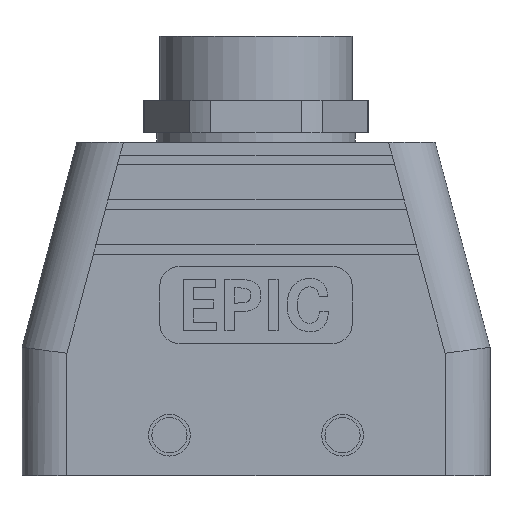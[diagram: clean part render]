
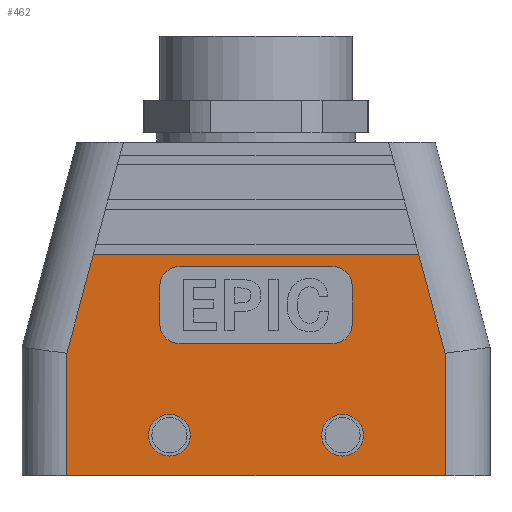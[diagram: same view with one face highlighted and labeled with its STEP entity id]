
A CAD part, front view. The second image highlights one B-rep face of the part: STEP entity #462.
In plain terms, the highlighted planar face has unit normal (0, -1, 0).
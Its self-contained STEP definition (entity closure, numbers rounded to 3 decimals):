
#462 = ADVANCED_FACE( '', ( #1007, #1008, #1009, #1010 ), #1011, .F. );
#1007 = FACE_BOUND( '', #1619, .T. );
#1008 = FACE_OUTER_BOUND( '', #1620, .T. );
#1009 = FACE_BOUND( '', #1621, .T. );
#1010 = FACE_BOUND( '', #1622, .T. );
#1011 = PLANE( '', #1623 );
#1619 = EDGE_LOOP( '', ( #2956 ) );
#1620 = EDGE_LOOP( '', ( #2957, #2958, #2959, #2960, #2961, #2962 ) );
#1621 = EDGE_LOOP( '', ( #2963 ) );
#1622 = EDGE_LOOP( '', ( #2964, #2965, #2966, #2967, #2968, #2969, #2970, #2971 ) );
#1623 = AXIS2_PLACEMENT_3D( '', #2972, #2973, #2974 );
#2956 = ORIENTED_EDGE( '', *, *, #3471, .T. );
#2957 = ORIENTED_EDGE( '', *, *, #3841, .F. );
#2958 = ORIENTED_EDGE( '', *, *, #3900, .F. );
#2959 = ORIENTED_EDGE( '', *, *, #3915, .T. );
#2960 = ORIENTED_EDGE( '', *, *, #3962, .T. );
#2961 = ORIENTED_EDGE( '', *, *, #3480, .T. );
#2962 = ORIENTED_EDGE( '', *, *, #3963, .F. );
#2963 = ORIENTED_EDGE( '', *, *, #3620, .F. );
#2964 = ORIENTED_EDGE( '', *, *, #3818, .T. );
#2965 = ORIENTED_EDGE( '', *, *, #3780, .T. );
#2966 = ORIENTED_EDGE( '', *, *, #3802, .T. );
#2967 = ORIENTED_EDGE( '', *, *, #3964, .T. );
#2968 = ORIENTED_EDGE( '', *, *, #3740, .T. );
#2969 = ORIENTED_EDGE( '', *, *, #3965, .T. );
#2970 = ORIENTED_EDGE( '', *, *, #3544, .T. );
#2971 = ORIENTED_EDGE( '', *, *, #3758, .T. );
#2972 = CARTESIAN_POINT( '', ( -36.5, -21.5, 20. ) );
#2973 = DIRECTION( '', ( 0., 1., 0. ) );
#2974 = DIRECTION( '', ( -1., 0., 0. ) );
#3471 = EDGE_CURVE( '', #4084, #4084, #4085, .T. );
#3480 = EDGE_CURVE( '', #4102, #4100, #4103, .T. );
#3544 = EDGE_CURVE( '', #4215, #4216, #4217, .T. );
#3620 = EDGE_CURVE( '', #4343, #4343, #4344, .T. );
#3740 = EDGE_CURVE( '', #4534, #4535, #4536, .T. );
#3758 = EDGE_CURVE( '', #4216, #4560, #4561, .T. );
#3780 = EDGE_CURVE( '', #4594, #4595, #4596, .T. );
#3802 = EDGE_CURVE( '', #4595, #4629, #4630, .T. );
#3818 = EDGE_CURVE( '', #4560, #4594, #4650, .T. );
#3841 = EDGE_CURVE( '', #4678, #4680, #4681, .F. );
#3900 = EDGE_CURVE( '', #4757, #4678, #4758, .T. );
#3915 = EDGE_CURVE( '', #4757, #4776, #4778, .F. );
#3962 = EDGE_CURVE( '', #4776, #4102, #4833, .T. );
#3963 = EDGE_CURVE( '', #4680, #4100, #4834, .T. );
#3964 = EDGE_CURVE( '', #4629, #4534, #4835, .T. );
#3965 = EDGE_CURVE( '', #4535, #4215, #4836, .T. );
#4084 = VERTEX_POINT( '', #4970 );
#4085 = CIRCLE( '', #4971, 3.25 );
#4100 = VERTEX_POINT( '', #4989 );
#4102 = VERTEX_POINT( '', #4991 );
#4103 = LINE( '', #4992, #4993 );
#4215 = VERTEX_POINT( '', #5154 );
#4216 = VERTEX_POINT( '', #5155 );
#4217 = CIRCLE( '', #5156, 3. );
#4343 = VERTEX_POINT( '', #5398 );
#4344 = CIRCLE( '', #5399, 3.25 );
#4534 = VERTEX_POINT( '', #5684 );
#4535 = VERTEX_POINT( '', #5685 );
#4536 = CIRCLE( '', #5686, 3. );
#4560 = VERTEX_POINT( '', #5714 );
#4561 = LINE( '', #5715, #5716 );
#4594 = VERTEX_POINT( '', #5761 );
#4595 = VERTEX_POINT( '', #5762 );
#4596 = LINE( '', #5763, #5764 );
#4629 = VERTEX_POINT( '', #5812 );
#4630 = CIRCLE( '', #5813, 3. );
#4650 = CIRCLE( '', #5838, 3. );
#4678 = VERTEX_POINT( '', #5879 );
#4680 = VERTEX_POINT( '', #5882 );
#4681 = LINE( '', #5883, #5884 );
#4757 = VERTEX_POINT( '', #6034 );
#4758 = LINE( '', #6035, #6036 );
#4776 = VERTEX_POINT( '', #6059 );
#4778 = LINE( '', #6061, #6062 );
#4833 = LINE( '', #6160, #6161 );
#4834 = LINE( '', #6162, #6163 );
#4835 = LINE( '', #6164, #6165 );
#4836 = LINE( '', #6166, #6167 );
#4970 = CARTESIAN_POINT( '', ( 10.25, -21.5, 6.3 ) );
#4971 = AXIS2_PLACEMENT_3D( '', #6339, #6340, #6341 );
#4989 = CARTESIAN_POINT( '', ( 29.5, -21.5, 0. ) );
#4991 = CARTESIAN_POINT( '', ( -29.5, -21.5, 0. ) );
#4992 = CARTESIAN_POINT( '', ( -36.5, -21.5, 0. ) );
#4993 = VECTOR( '', #6357, 1000. );
#5154 = CARTESIAN_POINT( '', ( -12., -21.5, 20.6 ) );
#5155 = CARTESIAN_POINT( '', ( -15., -21.5, 23.6 ) );
#5156 = AXIS2_PLACEMENT_3D( '', #6414, #6415, #6416 );
#5398 = CARTESIAN_POINT( '', ( -10.25, -21.5, 6.3 ) );
#5399 = AXIS2_PLACEMENT_3D( '', #6482, #6483, #6484 );
#5684 = CARTESIAN_POINT( '', ( 15., -21.5, 23.6 ) );
#5685 = CARTESIAN_POINT( '', ( 12., -21.5, 20.6 ) );
#5686 = AXIS2_PLACEMENT_3D( '', #6616, #6617, #6618 );
#5714 = CARTESIAN_POINT( '', ( -15., -21.5, 29.6 ) );
#5715 = CARTESIAN_POINT( '', ( -15., -21.5, 23.6 ) );
#5716 = VECTOR( '', #6641, 1000. );
#5761 = CARTESIAN_POINT( '', ( -12., -21.5, 32.6 ) );
#5762 = CARTESIAN_POINT( '', ( 12., -21.5, 32.6 ) );
#5763 = CARTESIAN_POINT( '', ( -12., -21.5, 32.6 ) );
#5764 = VECTOR( '', #6668, 1000. );
#5812 = CARTESIAN_POINT( '', ( 15., -21.5, 29.6 ) );
#5813 = AXIS2_PLACEMENT_3D( '', #6687, #6688, #6689 );
#5838 = AXIS2_PLACEMENT_3D( '', #6709, #6710, #6711 );
#5879 = CARTESIAN_POINT( '', ( 25.367, -21.5, 34.5 ) );
#5882 = CARTESIAN_POINT( '', ( 29.5, -21.5, 19.078 ) );
#5883 = CARTESIAN_POINT( '', ( 29.739, -21.5, 18.188 ) );
#5884 = VECTOR( '', #6729, 1000. );
#6034 = CARTESIAN_POINT( '', ( -25.367, -21.5, 34.5 ) );
#6035 = CARTESIAN_POINT( '', ( -25.367, -21.5, 34.5 ) );
#6036 = VECTOR( '', #6776, 1000. );
#6059 = CARTESIAN_POINT( '', ( -29.5, -21.5, 19.078 ) );
#6061 = CARTESIAN_POINT( '', ( -29.739, -21.5, 18.188 ) );
#6062 = VECTOR( '', #6793, 1000. );
#6160 = CARTESIAN_POINT( '', ( -29.5, -21.5, 20. ) );
#6161 = VECTOR( '', #6821, 1000. );
#6162 = CARTESIAN_POINT( '', ( 29.5, -21.5, 20. ) );
#6163 = VECTOR( '', #6822, 1000. );
#6164 = CARTESIAN_POINT( '', ( 15., -21.5, 29.6 ) );
#6165 = VECTOR( '', #6823, 1000. );
#6166 = CARTESIAN_POINT( '', ( -12., -21.5, 20.6 ) );
#6167 = VECTOR( '', #6824, 1000. );
#6339 = CARTESIAN_POINT( '', ( 13.5, -21.5, 6.3 ) );
#6340 = DIRECTION( '', ( 0., 1., 0. ) );
#6341 = DIRECTION( '', ( -1., 0., 0. ) );
#6357 = DIRECTION( '', ( 1., 0., 0. ) );
#6414 = CARTESIAN_POINT( '', ( -12., -21.5, 23.6 ) );
#6415 = DIRECTION( '', ( 0., 1., 0. ) );
#6416 = DIRECTION( '', ( 1., 0., 0. ) );
#6482 = CARTESIAN_POINT( '', ( -13.5, -21.5, 6.3 ) );
#6483 = DIRECTION( '', ( 0., -1., 0. ) );
#6484 = DIRECTION( '', ( 1., 0., 0. ) );
#6616 = CARTESIAN_POINT( '', ( 12., -21.5, 23.6 ) );
#6617 = DIRECTION( '', ( 0., 1., 0. ) );
#6618 = DIRECTION( '', ( 1., 0., 0. ) );
#6641 = DIRECTION( '', ( 0., 0., 1. ) );
#6668 = DIRECTION( '', ( 1., 0., 0. ) );
#6687 = CARTESIAN_POINT( '', ( 12., -21.5, 29.6 ) );
#6688 = DIRECTION( '', ( 0., 1., 0. ) );
#6689 = DIRECTION( '', ( -1., 0., 0. ) );
#6709 = CARTESIAN_POINT( '', ( -12., -21.5, 29.6 ) );
#6710 = DIRECTION( '', ( 0., 1., 0. ) );
#6711 = DIRECTION( '', ( 1., 0., 0. ) );
#6729 = DIRECTION( '', ( -0.259, 0., 0.966 ) );
#6776 = DIRECTION( '', ( 1., 0., 0. ) );
#6793 = DIRECTION( '', ( 0.259, 0., 0.966 ) );
#6821 = DIRECTION( '', ( 0., 0., -1. ) );
#6822 = DIRECTION( '', ( 0., 0., -1. ) );
#6823 = DIRECTION( '', ( 0., 0., -1. ) );
#6824 = DIRECTION( '', ( -1., 0., 0. ) );
